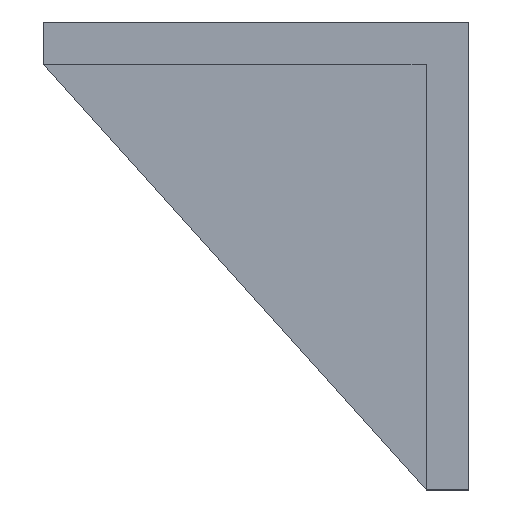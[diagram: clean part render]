
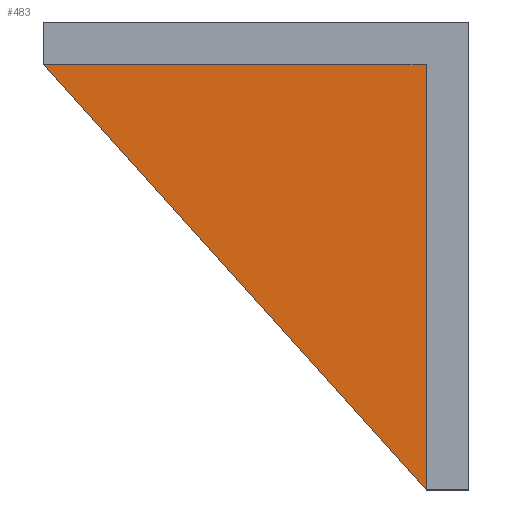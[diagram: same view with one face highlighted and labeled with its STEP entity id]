
A CAD part, top view. The second image highlights one B-rep face of the part: STEP entity #483.
In plain terms, the highlighted planar face has unit normal (0, 0, 1).
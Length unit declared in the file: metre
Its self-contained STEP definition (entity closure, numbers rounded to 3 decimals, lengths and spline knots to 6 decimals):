
#117=ORIENTED_EDGE('',*,*,#185,.F.);
#118=ORIENTED_EDGE('',*,*,#232,.T.);
#119=ORIENTED_EDGE('',*,*,#210,.F.);
#185=EDGE_CURVE('',#254,#255,#298,.T.);
#210=EDGE_CURVE('',#255,#276,#312,.T.);
#232=EDGE_CURVE('',#254,#276,#330,.T.);
#254=VERTEX_POINT('',#713);
#255=VERTEX_POINT('',#715);
#276=VERTEX_POINT('',#763);
#298=LINE('',#714,#352);
#312=LINE('',#762,#366);
#330=LINE('',#804,#384);
#352=VECTOR('',#569,1.);
#366=VECTOR('',#609,1.);
#384=VECTOR('',#647,1.);
#411=EDGE_LOOP('',(#117,#118,#119));
#439=FACE_BOUND('',#411,.T.);
#465=PLANE('',#538);
#483=ADVANCED_FACE('',(#439),#465,.F.);
#538=AXIS2_PLACEMENT_3D('',#807,#651,#652);
#569=DIRECTION('',(1.,0.,0.));
#609=DIRECTION('',(0.,-1.,0.));
#647=DIRECTION('',(0.669,-0.743,0.));
#651=DIRECTION('',(0.,0.,-1.));
#652=DIRECTION('',(1.,0.,0.));
#713=CARTESIAN_POINT('',(-0.02519,-0.008342,0.));
#714=CARTESIAN_POINT('',(0.00181,-0.008342,0.));
#715=CARTESIAN_POINT('',(0.02881,-0.008342,0.));
#762=CARTESIAN_POINT('',(0.02881,-0.038342,0.));
#763=CARTESIAN_POINT('',(0.02881,-0.068342,0.));
#804=CARTESIAN_POINT('',(0.00181,-0.038342,0.));
#807=CARTESIAN_POINT('',(0.00481,-0.035342,0.));
